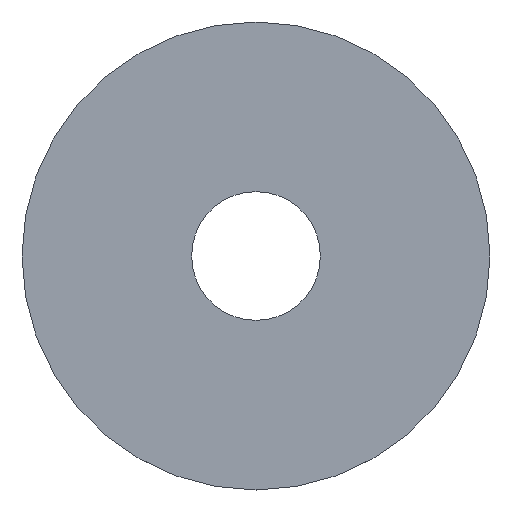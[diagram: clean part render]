
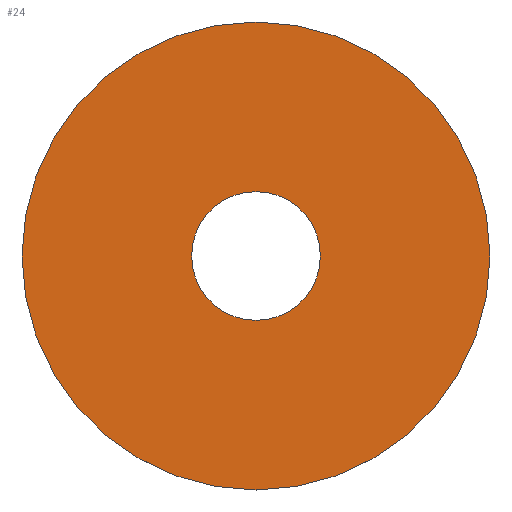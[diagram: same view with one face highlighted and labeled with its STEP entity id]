
A CAD part, top view. The second image highlights one B-rep face of the part: STEP entity #24.
In plain terms, the highlighted planar face has unit normal (0, 0, 1).
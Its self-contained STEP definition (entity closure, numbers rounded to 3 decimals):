
#6 = AXIS2_PLACEMENT_3D ( 'NONE', #43, #17, #45 ) ;
#11 = CARTESIAN_POINT ( 'NONE',  ( 0., 11., 0.8 ) ) ;
#17 = DIRECTION ( 'NONE',  ( 0., 0., 1. ) ) ;
#24 = ADVANCED_FACE ( 'NONE', ( #115, #55 ), #130, .T. ) ;
#32 = CARTESIAN_POINT ( 'NONE',  ( 0., 40., 0.8 ) ) ;
#40 = EDGE_LOOP ( 'NONE', ( #107 ) ) ;
#42 = AXIS2_PLACEMENT_3D ( 'NONE', #128, #58, #54 ) ;
#43 = CARTESIAN_POINT ( 'NONE',  ( 0., 40., 0.8 ) ) ;
#45 = DIRECTION ( 'NONE',  ( 0., -1., 0. ) ) ;
#54 = DIRECTION ( 'NONE',  ( 0., 1., 0. ) ) ;
#55 = FACE_OUTER_BOUND ( 'NONE', #123, .T. ) ;
#57 = EDGE_CURVE ( 'NONE', #169, #169, #163, .T. ) ;
#58 = DIRECTION ( 'NONE',  ( 0., 0., -1. ) ) ;
#67 = CARTESIAN_POINT ( 'NONE',  ( 0., 0., 0.8 ) ) ;
#71 = AXIS2_PLACEMENT_3D ( 'NONE', #67, #91, #112 ) ;
#91 = DIRECTION ( 'NONE',  ( 0., 0., -1. ) ) ;
#107 = ORIENTED_EDGE ( 'NONE', *, *, #57, .T. ) ;
#112 = DIRECTION ( 'NONE',  ( 0., 1., 0. ) ) ;
#115 = FACE_BOUND ( 'NONE', #40, .T. ) ;
#123 = EDGE_LOOP ( 'NONE', ( #161 ) ) ;
#127 = EDGE_CURVE ( 'NONE', #154, #154, #166, .T. ) ;
#128 = CARTESIAN_POINT ( 'NONE',  ( 0., 0., 0.8 ) ) ;
#130 = PLANE ( 'NONE',  #6 ) ;
#154 = VERTEX_POINT ( 'NONE', #32 ) ;
#161 = ORIENTED_EDGE ( 'NONE', *, *, #127, .F. ) ;
#163 = CIRCLE ( 'NONE', #42, 11. ) ;
#166 = CIRCLE ( 'NONE', #71, 40. ) ;
#169 = VERTEX_POINT ( 'NONE', #11 ) ;
